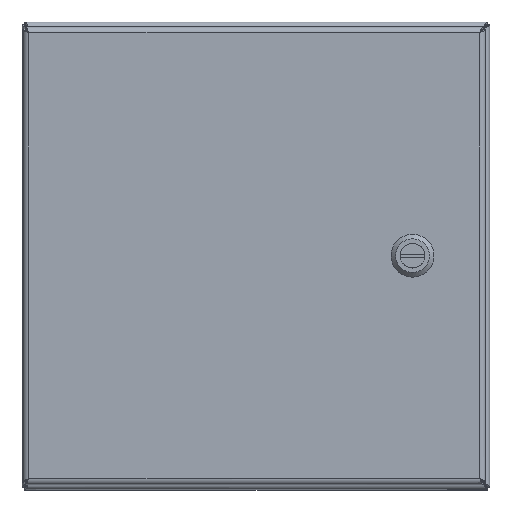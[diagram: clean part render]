
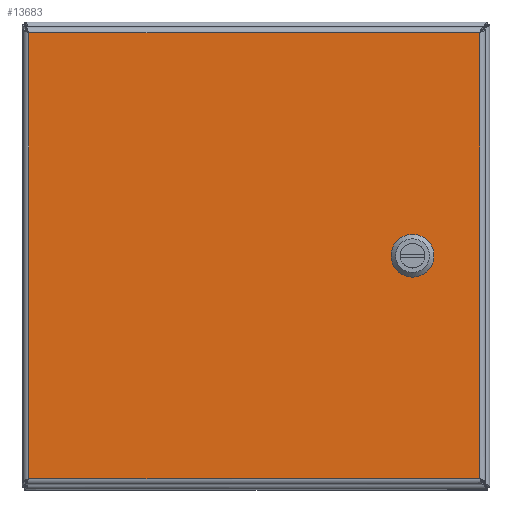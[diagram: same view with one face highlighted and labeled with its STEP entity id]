
A CAD part, top view. The second image highlights one B-rep face of the part: STEP entity #13683.
In plain terms, the highlighted face is planar.
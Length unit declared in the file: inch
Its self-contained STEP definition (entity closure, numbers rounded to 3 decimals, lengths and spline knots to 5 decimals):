
#512=FACE_BOUND('',#2738,.T.);
#720=CIRCLE('',#14515,0.453);
#722=CIRCLE('',#14519,0.453);
#724=CIRCLE('',#14523,0.453);
#726=CIRCLE('',#14527,0.453);
#1320=PLANE('',#14565);
#1833=FACE_OUTER_BOUND('',#2737,.T.);
#2737=EDGE_LOOP('',(#10038,#10039,#10040,#10041));
#2738=EDGE_LOOP('',(#10042,#10043,#10044,#10045,#10046,#10047,#10048,#10049));
#4039=LINE('',#22009,#5084);
#4043=LINE('',#22021,#5088);
#4047=LINE('',#22033,#5092);
#4051=LINE('',#22043,#5096);
#4087=LINE('',#22125,#5132);
#4093=LINE('',#22207,#5138);
#4108=LINE('',#22307,#5153);
#4123=LINE('',#22406,#5168);
#5084=VECTOR('',#16281,0.42525);
#5088=VECTOR('',#16293,0.42525);
#5092=VECTOR('',#16305,0.42525);
#5096=VECTOR('',#16317,0.42525);
#5132=VECTOR('',#16379,11.4445);
#5138=VECTOR('',#16391,11.5695);
#5153=VECTOR('',#16420,11.4445);
#5168=VECTOR('',#16449,11.5695);
#6137=VERTEX_POINT('',#22000);
#6138=VERTEX_POINT('',#22002);
#6140=VERTEX_POINT('',#22008);
#6142=VERTEX_POINT('',#22014);
#6144=VERTEX_POINT('',#22020);
#6146=VERTEX_POINT('',#22026);
#6148=VERTEX_POINT('',#22032);
#6150=VERTEX_POINT('',#22038);
#6175=VERTEX_POINT('',#22116);
#6176=VERTEX_POINT('',#22124);
#6181=VERTEX_POINT('',#22199);
#6191=VERTEX_POINT('',#22299);
#7529=EDGE_CURVE('',#6138,#6137,#720,.T.);
#7532=EDGE_CURVE('',#6140,#6138,#4039,.T.);
#7535=EDGE_CURVE('',#6142,#6140,#722,.T.);
#7538=EDGE_CURVE('',#6144,#6142,#4043,.T.);
#7541=EDGE_CURVE('',#6146,#6144,#724,.T.);
#7544=EDGE_CURVE('',#6148,#6146,#4047,.T.);
#7547=EDGE_CURVE('',#6150,#6148,#726,.T.);
#7550=EDGE_CURVE('',#6137,#6150,#4051,.T.);
#7587=EDGE_CURVE('',#6176,#6175,#4087,.T.);
#7597=EDGE_CURVE('',#6175,#6181,#4093,.T.);
#7616=EDGE_CURVE('',#6181,#6191,#4108,.T.);
#7635=EDGE_CURVE('',#6191,#6176,#4123,.T.);
#10038=ORIENTED_EDGE('',*,*,#7587,.T.);
#10039=ORIENTED_EDGE('',*,*,#7597,.T.);
#10040=ORIENTED_EDGE('',*,*,#7616,.T.);
#10041=ORIENTED_EDGE('',*,*,#7635,.T.);
#10042=ORIENTED_EDGE('',*,*,#7529,.T.);
#10043=ORIENTED_EDGE('',*,*,#7550,.T.);
#10044=ORIENTED_EDGE('',*,*,#7547,.T.);
#10045=ORIENTED_EDGE('',*,*,#7544,.T.);
#10046=ORIENTED_EDGE('',*,*,#7541,.T.);
#10047=ORIENTED_EDGE('',*,*,#7538,.T.);
#10048=ORIENTED_EDGE('',*,*,#7535,.T.);
#10049=ORIENTED_EDGE('',*,*,#7532,.T.);
#13683=ADVANCED_FACE('',(#1833,#512),#1320,.F.);
#14515=AXIS2_PLACEMENT_3D('',#22003,#16275,#16276);
#14519=AXIS2_PLACEMENT_3D('',#22015,#16287,#16288);
#14523=AXIS2_PLACEMENT_3D('',#22027,#16299,#16300);
#14527=AXIS2_PLACEMENT_3D('',#22039,#16311,#16312);
#14565=AXIS2_PLACEMENT_3D('',#22492,#16474,#16475);
#16275=DIRECTION('center_axis',(0.,0.,1.));
#16276=DIRECTION('ref_axis',(-0.469,-0.883,0.));
#16281=DIRECTION('',(0.,1.,0.));
#16287=DIRECTION('center_axis',(0.,0.,1.));
#16288=DIRECTION('ref_axis',(-0.883,0.469,0.));
#16293=DIRECTION('',(1.,0.,0.));
#16299=DIRECTION('center_axis',(0.,0.,1.));
#16300=DIRECTION('ref_axis',(0.469,0.883,0.));
#16305=DIRECTION('',(0.,-1.,0.));
#16311=DIRECTION('center_axis',(0.,0.,1.));
#16312=DIRECTION('ref_axis',(0.883,-0.469,0.));
#16317=DIRECTION('',(-1.,0.,0.));
#16379=DIRECTION('',(0.,-1.,0.));
#16391=DIRECTION('',(-1.,0.,0.));
#16420=DIRECTION('',(0.,1.,0.));
#16449=DIRECTION('',(1.,0.,0.));
#16474=DIRECTION('center_axis',(0.,0.,1.));
#16475=DIRECTION('ref_axis',(1.,0.,0.));
#22000=CARTESIAN_POINT('',(2.08762,6.275,0.));
#22002=CARTESIAN_POINT('',(2.275,6.08762,0.));
#22003=CARTESIAN_POINT('Origin',(1.875,5.875,0.));
#22008=CARTESIAN_POINT('',(2.275,5.66238,0.));
#22009=CARTESIAN_POINT('',(2.275,5.98131,0.));
#22014=CARTESIAN_POINT('',(2.08762,5.475,0.));
#22015=CARTESIAN_POINT('Origin',(1.875,5.875,0.));
#22020=CARTESIAN_POINT('',(1.66238,5.475,0.));
#22021=CARTESIAN_POINT('',(4.01256,5.475,0.));
#22026=CARTESIAN_POINT('',(1.475,5.66238,0.));
#22027=CARTESIAN_POINT('Origin',(1.875,5.875,0.));
#22032=CARTESIAN_POINT('',(1.475,6.08762,0.));
#22033=CARTESIAN_POINT('',(1.475,5.76869,0.));
#22038=CARTESIAN_POINT('',(1.66238,6.275,0.));
#22039=CARTESIAN_POINT('Origin',(1.875,5.875,0.));
#22043=CARTESIAN_POINT('',(3.79994,6.275,0.));
#22116=CARTESIAN_POINT('',(11.72225,0.15275,0.));
#22124=CARTESIAN_POINT('',(11.72225,11.59725,0.));
#22125=CARTESIAN_POINT('',(11.72225,8.73613,0.));
#22199=CARTESIAN_POINT('',(0.15275,0.15275,0.));
#22207=CARTESIAN_POINT('',(8.82988,0.15275,0.));
#22299=CARTESIAN_POINT('',(0.15275,11.59725,0.));
#22307=CARTESIAN_POINT('',(0.15275,3.01388,0.));
#22406=CARTESIAN_POINT('',(3.04513,11.59725,0.));
#22492=CARTESIAN_POINT('Origin',(5.9375,5.875,0.));
